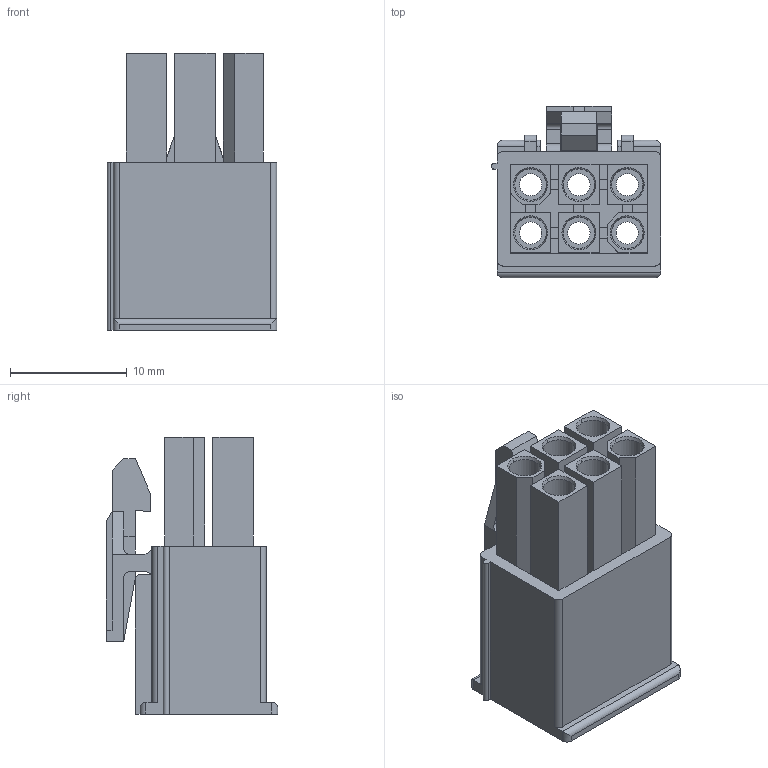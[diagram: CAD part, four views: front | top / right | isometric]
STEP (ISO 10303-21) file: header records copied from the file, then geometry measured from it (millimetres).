
FILE_DESCRIPTION( ('This file contains a STEP AP42 implementation' ,'as created by ZW3D STEP Interface translator.') ,'2;1' );
FILE_NAME( 'WF4141-2H03WX1.stp' ,'231019.15 641', (''), ('ZWCAD Software Co.'), 'Version 1.0', 'ZW3D to STEP translator', '' );
FILE_SCHEMA(('AUTOMOTIVE_DESIGN { 1 0 10303 214 1 1 1 1 }'));
Length unit declared in the file: millimetre
Products named in the file (2): 0; WF4141-2H03WX1
Bounding box: 14.5 x 14.7 x 23.73 mm (x, y, z)
Volume: 1626.6 mm3; surface area: 3599.2 mm2
Topology: 1 solids, 1 shells, 437 faces, 1194 edges, 770 vertices
Faces by surface type: plane 377, cylinder 36, cone 24
Full cylindrical faces by diameter (mm): 1.9 x6, 2.7 x6
Entity records: 14467 total; most frequent: CARTESIAN_POINT 2990, ORIENTED_EDGE 2388, DIRECTION 2096, EDGE_CURVE 1194, VECTOR 1036, LINE 1036, VERTEX_POINT 770, AXIS2_PLACEMENT_3D 530
